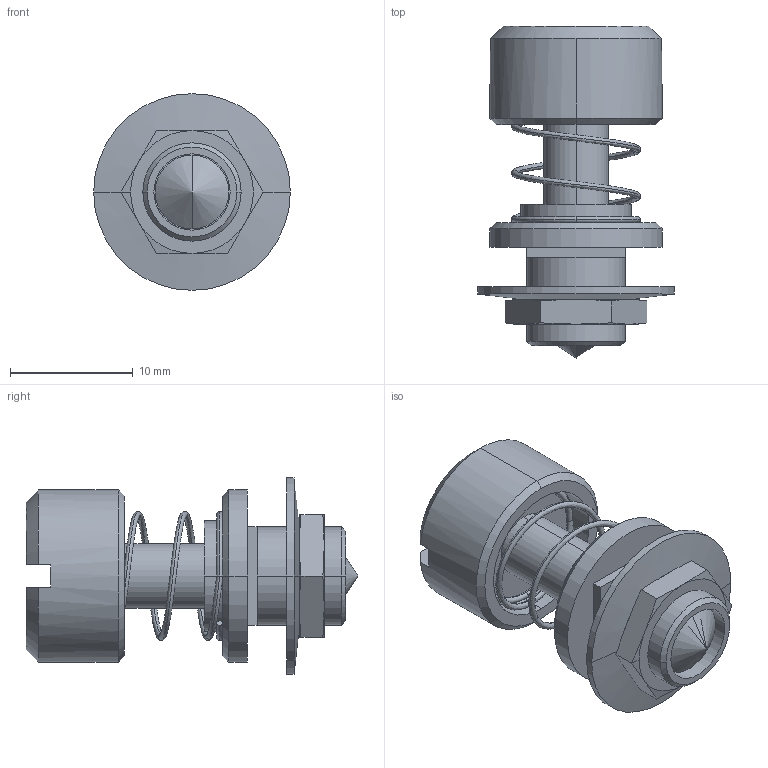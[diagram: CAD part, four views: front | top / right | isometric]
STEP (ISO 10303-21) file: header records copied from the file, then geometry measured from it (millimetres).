
FILE_DESCRIPTION (( 'STEP AP203' ), '1' );
FILE_NAME ('A-1039-4.STEP', '2019-03-22T05:09:00', ( '' ), ( '' ), 'SwSTEP 2.0', 'SolidWorks 2014', '' );
FILE_SCHEMA (( 'CONFIG_CONTROL_DESIGN' ));
Length unit declared in the file: millimetre
Products named in the file (6): A-1039-4つまみ部_; A-1039-4僗僾儕儞僌_; A-1039-4低ナット（M8)_; A-1039-4スリーブ_; A-1039-4; A-1039-4さらバネ_
Assembly tree (5 placements, depth 2):
  A-1039-4
    A-1039-4スリーブ_
    A-1039-4つまみ部_
    A-1039-4僗僾儕儞僌_
    A-1039-4低ナット（M8)_
    A-1039-4さらバネ_
Bounding box: 16 x 27 x 16 mm (x, y, z)
Volume: 2122.1 mm3; surface area: 2620.5 mm2
Topology: 5 solids, 5 shells, 98 faces, 206 edges, 120 vertices
Faces by surface type: plane 31, cone 29, cylinder 24, torus 12, bspline 2
Entity records: 4219 total; most frequent: CARTESIAN_POINT 1486, DIRECTION 487, ORIENTED_EDGE 408, AXIS2_PLACEMENT_3D 209, EDGE_CURVE 204, VERTEX_POINT 120, EDGE_LOOP 108, CIRCLE 105
